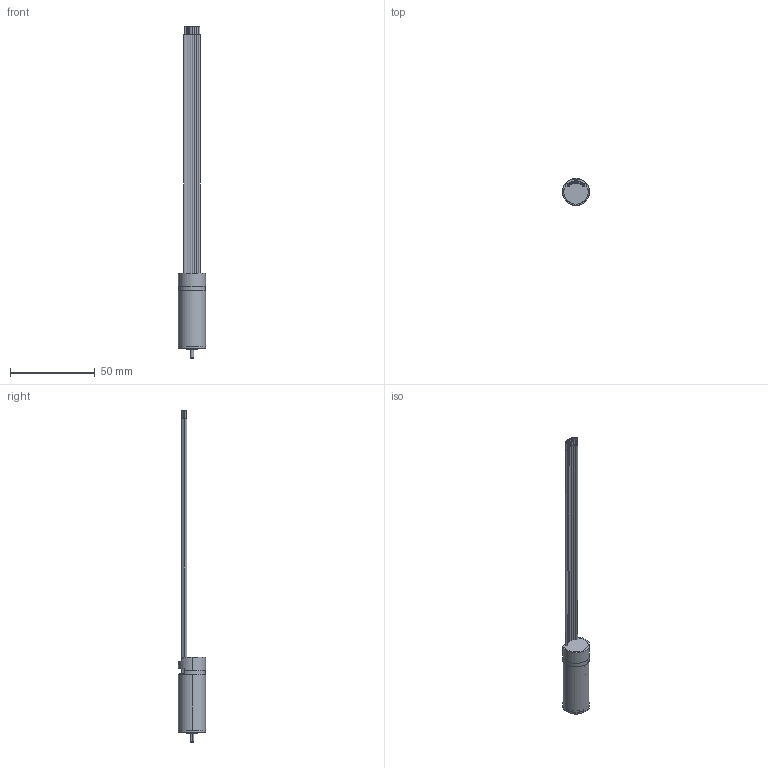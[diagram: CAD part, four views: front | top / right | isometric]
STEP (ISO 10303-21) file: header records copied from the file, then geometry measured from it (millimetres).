
FILE_DESCRIPTION((''),'2;1');
FILE_NAME('0001_ASM','2020-09-23T16:03:55',('MS25986'),(''),'CREO PARAMETRIC BY PTC INC, 2018100','CREO PARAMETRIC BY PTC INC, 2018100','');
FILE_SCHEMA(('CONFIG_CONTROL_DESIGN'));
Length unit declared in the file: millimetre
Products named in the file (25): 4332101207853; 4394000100222; 4693220000728; 4394000100221; 00_ASM; 4331101000213; 4219121304074; 4219130000394; 4613102000627_ASM; 4613104500025; 0003_ASM; 4219120100400; 4713120010405_ASM; 4634140206717; 4219121304073; 4394000100224; 4394000100225; 4294440200074; 3627410000135; 4219120100626; 4394000100435; 0004_ASM; 00; PCB16_3; 0001_ASM
Assembly tree (25 placements, depth 3):
  0001_ASM
    00_ASM
      4332101207853
      4394000100222
      4693220000728
      4394000100221
    4331101000213  x2
    4219121304074
    0003_ASM
      4219130000394
      4613102000627_ASM
      4613104500025
    4219120100400
    4713120010405_ASM
    4634140206717
    4219121304073
    4394000100224
    4394000100225
    4294440200074
    3627410000135
    0004_ASM
      4219120100626
      4394000100435
    00
    PCB16_3
Bounding box: 16 x 16 x 196.4 mm (x, y, z)
Volume: 7226.3 mm3; surface area: 16207.3 mm2
Topology: 21 solids, 29 shells, 637 faces, 1482 edges, 944 vertices
Faces by surface type: cylinder 274, plane 221, cone 80, torus 39, bspline 23
Entity records: 19723 total; most frequent: CARTESIAN_POINT 4996, DIRECTION 3336, ORIENTED_EDGE 2730, EDGE_CURVE 1381, AXIS2_PLACEMENT_3D 1377, VERTEX_POINT 895, CIRCLE 738, EDGE_LOOP 698
